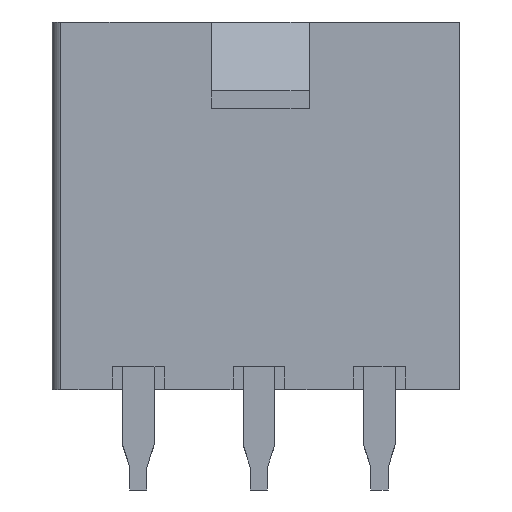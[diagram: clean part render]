
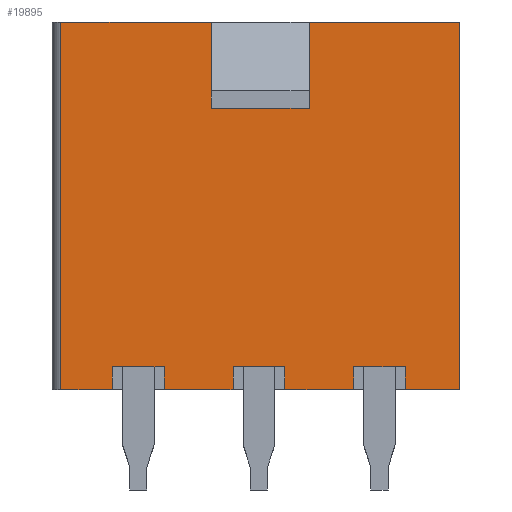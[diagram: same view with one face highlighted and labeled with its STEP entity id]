
A CAD part, front view. The second image highlights one B-rep face of the part: STEP entity #19895.
In plain terms, the highlighted planar face has unit normal (0, -1, 0).
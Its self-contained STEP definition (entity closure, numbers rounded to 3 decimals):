
#1735=ORIENTED_EDGE('',*,*,#5776,.F.);
#1736=ORIENTED_EDGE('',*,*,#5548,.T.);
#1737=ORIENTED_EDGE('',*,*,#5552,.T.);
#1738=ORIENTED_EDGE('',*,*,#5544,.T.);
#1739=ORIENTED_EDGE('',*,*,#5777,.F.);
#1740=ORIENTED_EDGE('',*,*,#5766,.T.);
#1741=ORIENTED_EDGE('',*,*,#5778,.T.);
#1742=ORIENTED_EDGE('',*,*,#5631,.F.);
#1743=ORIENTED_EDGE('',*,*,#5640,.F.);
#1744=ORIENTED_EDGE('',*,*,#5635,.T.);
#1745=ORIENTED_EDGE('',*,*,#5779,.T.);
#1746=ORIENTED_EDGE('',*,*,#5780,.F.);
#1747=ORIENTED_EDGE('',*,*,#5781,.F.);
#1748=ORIENTED_EDGE('',*,*,#5747,.T.);
#1749=ORIENTED_EDGE('',*,*,#5751,.T.);
#1750=ORIENTED_EDGE('',*,*,#5743,.T.);
#1751=ORIENTED_EDGE('',*,*,#5782,.F.);
#1752=ORIENTED_EDGE('',*,*,#5610,.T.);
#1753=ORIENTED_EDGE('',*,*,#5614,.T.);
#1754=ORIENTED_EDGE('',*,*,#5606,.T.);
#5544=EDGE_CURVE('',#7677,#7680,#9254,.T.);
#5548=EDGE_CURVE('',#7681,#7684,#9258,.T.);
#5552=EDGE_CURVE('',#7684,#7677,#9262,.T.);
#5606=EDGE_CURVE('',#7710,#7713,#9316,.T.);
#5610=EDGE_CURVE('',#7714,#7717,#9320,.T.);
#5614=EDGE_CURVE('',#7717,#7710,#9324,.T.);
#5631=EDGE_CURVE('',#7726,#7727,#9341,.T.);
#5635=EDGE_CURVE('',#7730,#7731,#9345,.T.);
#5640=EDGE_CURVE('',#7730,#7726,#9350,.T.);
#5743=EDGE_CURVE('',#7783,#7786,#9453,.T.);
#5747=EDGE_CURVE('',#7787,#7790,#9457,.T.);
#5751=EDGE_CURVE('',#7790,#7783,#9461,.T.);
#5766=EDGE_CURVE('',#7799,#7800,#9476,.T.);
#5776=EDGE_CURVE('',#7681,#7713,#9486,.T.);
#5777=EDGE_CURVE('',#7799,#7680,#9487,.T.);
#5778=EDGE_CURVE('',#7800,#7727,#9488,.T.);
#5779=EDGE_CURVE('',#7731,#7803,#9489,.T.);
#5780=EDGE_CURVE('',#7804,#7803,#9490,.T.);
#5781=EDGE_CURVE('',#7787,#7804,#9491,.T.);
#5782=EDGE_CURVE('',#7714,#7786,#9492,.T.);
#7677=VERTEX_POINT('',#26559);
#7680=VERTEX_POINT('',#26564);
#7681=VERTEX_POINT('',#26568);
#7684=VERTEX_POINT('',#26573);
#7710=VERTEX_POINT('',#26676);
#7713=VERTEX_POINT('',#26681);
#7714=VERTEX_POINT('',#26685);
#7717=VERTEX_POINT('',#26690);
#7726=VERTEX_POINT('',#26729);
#7727=VERTEX_POINT('',#26730);
#7730=VERTEX_POINT('',#26738);
#7731=VERTEX_POINT('',#26739);
#7783=VERTEX_POINT('',#26935);
#7786=VERTEX_POINT('',#26940);
#7787=VERTEX_POINT('',#26944);
#7790=VERTEX_POINT('',#26949);
#7799=VERTEX_POINT('',#26985);
#7800=VERTEX_POINT('',#26986);
#7803=VERTEX_POINT('',#27006);
#7804=VERTEX_POINT('',#27008);
#9254=LINE('',#26565,#11220);
#9258=LINE('',#26574,#11224);
#9262=LINE('',#26582,#11228);
#9316=LINE('',#26682,#11282);
#9320=LINE('',#26691,#11286);
#9324=LINE('',#26699,#11290);
#9341=LINE('',#26728,#11307);
#9345=LINE('',#26737,#11311);
#9350=LINE('',#26747,#11316);
#9453=LINE('',#26941,#11419);
#9457=LINE('',#26950,#11423);
#9461=LINE('',#26958,#11427);
#9476=LINE('',#26984,#11442);
#9486=LINE('',#27002,#11452);
#9487=LINE('',#27003,#11453);
#9488=LINE('',#27004,#11454);
#9489=LINE('',#27005,#11455);
#9490=LINE('',#27007,#11456);
#9491=LINE('',#27009,#11457);
#9492=LINE('',#27010,#11458);
#11220=VECTOR('',#22227,1000.);
#11224=VECTOR('',#22233,1000.);
#11228=VECTOR('',#22239,1000.);
#11282=VECTOR('',#22333,1000.);
#11286=VECTOR('',#22339,1000.);
#11290=VECTOR('',#22345,1000.);
#11307=VECTOR('',#22376,1000.);
#11311=VECTOR('',#22382,1000.);
#11316=VECTOR('',#22389,1000.);
#11419=VECTOR('',#22568,1000.);
#11423=VECTOR('',#22574,1000.);
#11427=VECTOR('',#22580,1000.);
#11442=VECTOR('',#22607,1000.);
#11452=VECTOR('',#22625,1000.);
#11453=VECTOR('',#22626,1000.);
#11454=VECTOR('',#22627,1000.);
#11455=VECTOR('',#22628,1000.);
#11456=VECTOR('',#22629,1000.);
#11457=VECTOR('',#22630,1000.);
#11458=VECTOR('',#22631,1000.);
#12822=EDGE_LOOP('',(#1735,#1736,#1737,#1738,#1739,#1740,#1741,#1742,#1743,
#1744,#1745,#1746,#1747,#1748,#1749,#1750,#1751,#1752,#1753,#1754));
#13566=FACE_BOUND('',#12822,.T.);
#14285=PLANE('',#20623);
#19895=ADVANCED_FACE('',(#13566),#14285,.T.);
#20623=AXIS2_PLACEMENT_3D('',#27001,#22623,#22624);
#22227=DIRECTION('',(0.,0.,-1.));
#22233=DIRECTION('',(0.,0.,1.));
#22239=DIRECTION('',(1.,0.,0.));
#22333=DIRECTION('',(0.,0.,-1.));
#22339=DIRECTION('',(0.,0.,1.));
#22345=DIRECTION('',(1.,0.,0.));
#22376=DIRECTION('',(0.,0.,1.));
#22382=DIRECTION('',(0.,0.,1.));
#22389=DIRECTION('',(1.,0.,0.));
#22568=DIRECTION('',(0.,0.,-1.));
#22574=DIRECTION('',(0.,0.,1.));
#22580=DIRECTION('',(1.,0.,0.));
#22607=DIRECTION('',(0.,0.,1.));
#22623=DIRECTION('',(0.,-1.,0.));
#22624=DIRECTION('',(0.,0.,-1.));
#22625=DIRECTION('',(-1.,0.,0.));
#22626=DIRECTION('',(-1.,0.,0.));
#22627=DIRECTION('',(-1.,0.,0.));
#22628=DIRECTION('',(-1.,0.,0.));
#22629=DIRECTION('',(0.,0.,1.));
#22630=DIRECTION('',(-1.,0.,0.));
#22631=DIRECTION('',(-1.,0.,0.));
#26559=CARTESIAN_POINT('',(5.05,-4.8,-5.6));
#26564=CARTESIAN_POINT('',(5.05,-4.8,-6.4));
#26565=CARTESIAN_POINT('',(5.05,-4.8,-6.4));
#26568=CARTESIAN_POINT('',(3.25,-4.8,-6.4));
#26573=CARTESIAN_POINT('',(3.25,-4.8,-5.6));
#26574=CARTESIAN_POINT('',(3.25,-4.8,-6.4));
#26582=CARTESIAN_POINT('',(6.95,-4.8,-5.6));
#26676=CARTESIAN_POINT('',(0.85,-4.8,-5.6));
#26681=CARTESIAN_POINT('',(0.85,-4.8,-6.4));
#26682=CARTESIAN_POINT('',(0.85,-4.8,-6.4));
#26685=CARTESIAN_POINT('',(-0.95,-4.8,-6.4));
#26690=CARTESIAN_POINT('',(-0.95,-4.8,-5.6));
#26691=CARTESIAN_POINT('',(-0.95,-4.8,-6.4));
#26699=CARTESIAN_POINT('',(6.95,-4.8,-5.6));
#26728=CARTESIAN_POINT('',(1.7,-4.8,3.4));
#26729=CARTESIAN_POINT('',(1.7,-4.8,3.4));
#26730=CARTESIAN_POINT('',(1.7,-4.8,6.4));
#26737=CARTESIAN_POINT('',(-1.7,-4.8,3.4));
#26738=CARTESIAN_POINT('',(-1.7,-4.8,3.4));
#26739=CARTESIAN_POINT('',(-1.7,-4.8,6.4));
#26747=CARTESIAN_POINT('',(-1.7,-4.8,3.4));
#26935=CARTESIAN_POINT('',(-3.35,-4.8,-5.6));
#26940=CARTESIAN_POINT('',(-3.35,-4.8,-6.4));
#26941=CARTESIAN_POINT('',(-3.35,-4.8,-6.4));
#26944=CARTESIAN_POINT('',(-5.15,-4.8,-6.4));
#26949=CARTESIAN_POINT('',(-5.15,-4.8,-5.6));
#26950=CARTESIAN_POINT('',(-5.15,-4.8,-6.4));
#26958=CARTESIAN_POINT('',(6.95,-4.8,-5.6));
#26984=CARTESIAN_POINT('',(6.95,-4.8,-6.4));
#26985=CARTESIAN_POINT('',(6.95,-4.8,-6.4));
#26986=CARTESIAN_POINT('',(6.95,-4.8,6.4));
#27001=CARTESIAN_POINT('',(6.95,-4.8,-6.4));
#27002=CARTESIAN_POINT('',(6.95,-4.8,-6.4));
#27003=CARTESIAN_POINT('',(6.95,-4.8,-6.4));
#27004=CARTESIAN_POINT('',(6.95,-4.8,6.4));
#27005=CARTESIAN_POINT('',(6.95,-4.8,6.4));
#27006=CARTESIAN_POINT('',(-6.95,-4.8,6.4));
#27007=CARTESIAN_POINT('',(-6.95,-4.8,-6.4));
#27008=CARTESIAN_POINT('',(-6.95,-4.8,-6.4));
#27009=CARTESIAN_POINT('',(6.95,-4.8,-6.4));
#27010=CARTESIAN_POINT('',(6.95,-4.8,-6.4));
